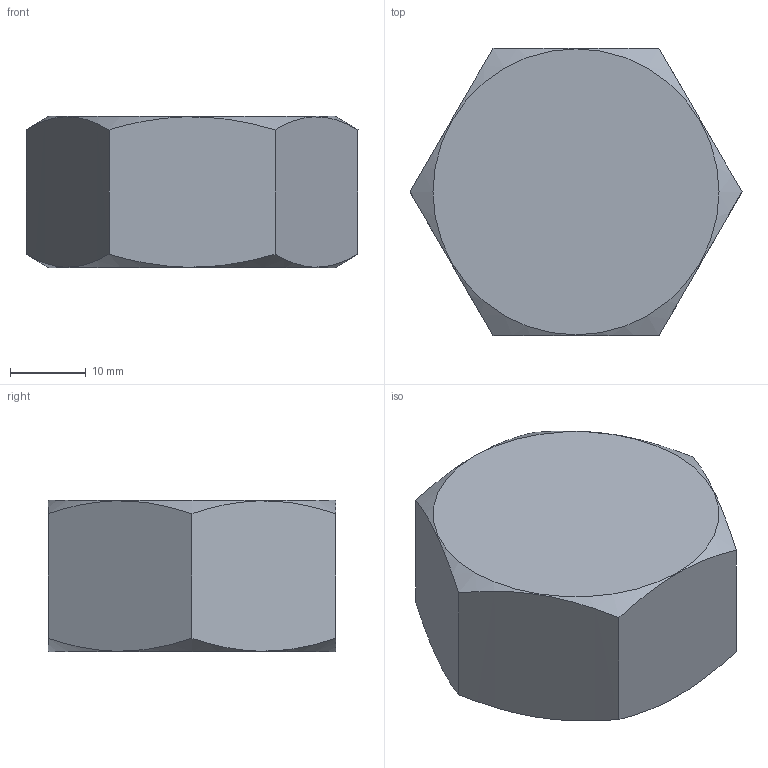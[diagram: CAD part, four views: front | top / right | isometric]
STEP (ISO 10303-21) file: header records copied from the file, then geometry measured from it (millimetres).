
FILE_DESCRIPTION( ( 'STEP AP214' ), '1' );
FILE_NAME( 'psolqas_8468_42.stp', '2021-03-04T17:28:29', ( 'License CC BY-ND 4.0' ), ( 'CADENAS' ), ' ', 'PARTsolutions', ' ' );
FILE_SCHEMA( ( 'AUTOMOTIVE_DESIGN { 1 0 10303 214 1 1 1 1 }' ) );
Length unit declared in the file: metre
Products named in the file (1): NONE
Bounding box: 43.88 x 38 x 20 mm (x, y, z)
Volume: 10707.1 mm3; surface area: 6687.8 mm2
Topology: 1 solids, 1 shells, 13 faces, 27 edges, 17 vertices
Faces by surface type: plane 9, cone 3, cylinder 1
Full cylindrical faces by diameter (mm): 33.05 x1
Entity records: 598 total; most frequent: CARTESIAN_POINT 234, ORIENTED_EDGE 46, DIRECTION 44, EDGE_CURVE 23, AXIS2_PLACEMENT_3D 19, EDGE_LOOP 18, VERTEX_POINT 17, FACE_OUTER_BOUND 14
